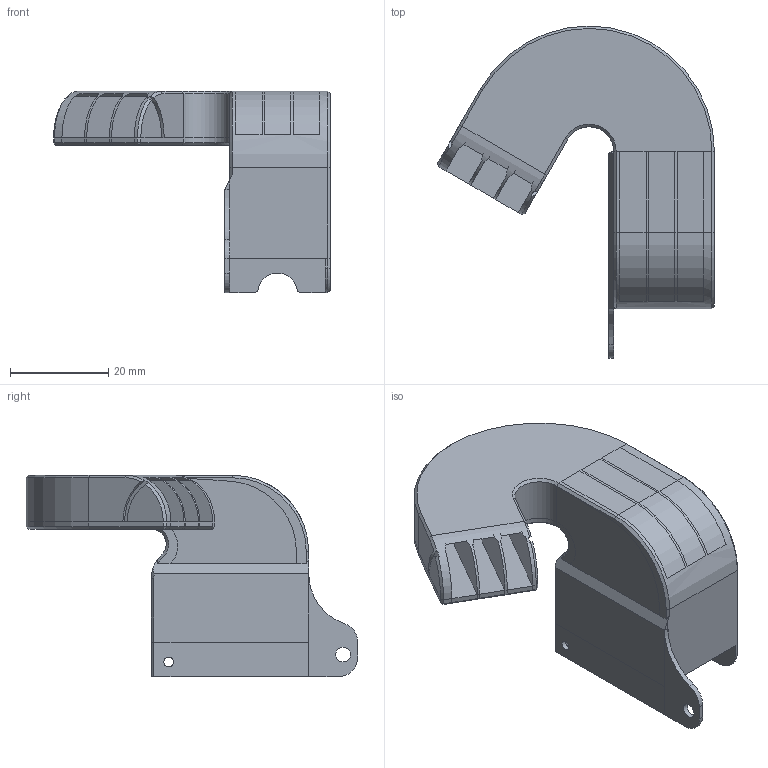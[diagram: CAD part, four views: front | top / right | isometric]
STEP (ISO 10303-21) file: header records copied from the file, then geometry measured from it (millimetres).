
FILE_DESCRIPTION(('FreeCAD Model'),'2;1');
FILE_NAME( 'CoolerAirLeft_3.step', '2021-02-08T10:49:13',('Author'),(''), 'Open CASCADE STEP processor 7.3','FreeCAD','Unknown');
FILE_SCHEMA(('AUTOMOTIVE_DESIGN { 1 0 10303 214 1 1 1 1 }'));
Length unit declared in the file: millimetre
Products named in the file (1): Chamfer001
Bounding box: 56.33 x 67.5 x 41 mm (x, y, z)
Volume: 13047.3 mm3; surface area: 19900 mm2
Topology: 1 solids, 1 shells, 221 faces, 570 edges, 345 vertices
Faces by surface type: plane 116, cylinder 53, cone 52
Full cylindrical faces by diameter (mm): 2 x2, 3 x1
Entity records: 14254 total; most frequent: CARTESIAN_POINT 3077, DIRECTION 2077, ORIENTED_EDGE 1140, PCURVE 1140, DEFINITIONAL_REPRESENTATION 1140, LINE 1136, VECTOR 1136, EDGE_CURVE 570
